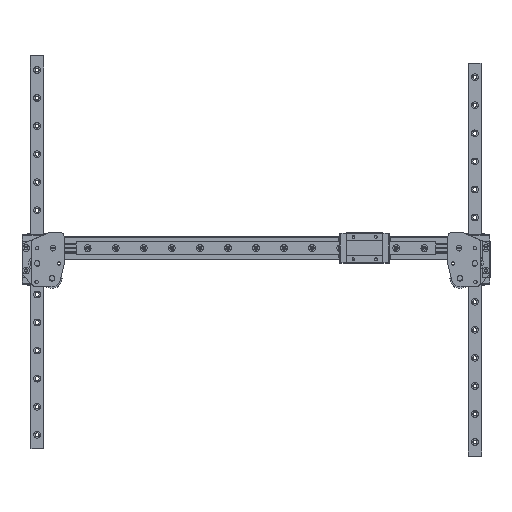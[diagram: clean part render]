
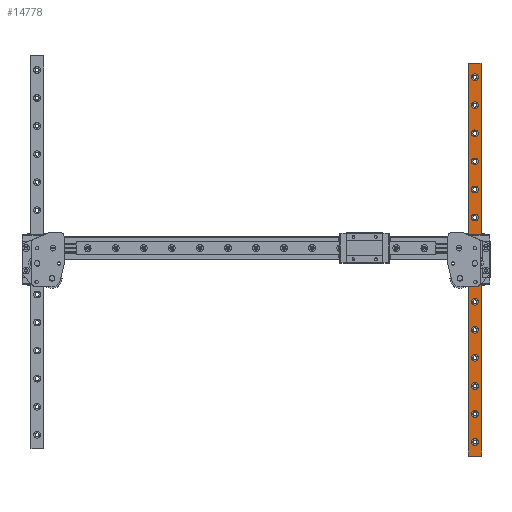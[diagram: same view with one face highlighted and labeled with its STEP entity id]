
A CAD part, top view. The second image highlights one B-rep face of the part: STEP entity #14778.
In plain terms, the highlighted face is planar.
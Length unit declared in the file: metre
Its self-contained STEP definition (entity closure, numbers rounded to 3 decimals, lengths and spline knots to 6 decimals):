
#690=LINE('',#24677,#1719);
#691=LINE('',#24680,#1720);
#692=LINE('',#24682,#1721);
#693=LINE('',#24684,#1722);
#1719=VECTOR('',#19783,1.);
#1720=VECTOR('',#19784,1.);
#1721=VECTOR('',#19785,1.);
#1722=VECTOR('',#19786,1.);
#3107=PLANE('',#16592);
#5135=ORIENTED_EDGE('',*,*,#8225,.F.);
#5136=ORIENTED_EDGE('',*,*,#8226,.F.);
#5137=ORIENTED_EDGE('',*,*,#8227,.F.);
#5138=ORIENTED_EDGE('',*,*,#8228,.F.);
#5139=ORIENTED_EDGE('',*,*,#8229,.F.);
#5140=ORIENTED_EDGE('',*,*,#8230,.F.);
#5141=ORIENTED_EDGE('',*,*,#8231,.F.);
#5142=ORIENTED_EDGE('',*,*,#8232,.F.);
#5143=ORIENTED_EDGE('',*,*,#8233,.F.);
#5144=ORIENTED_EDGE('',*,*,#8234,.F.);
#5145=ORIENTED_EDGE('',*,*,#8235,.F.);
#5146=ORIENTED_EDGE('',*,*,#8236,.F.);
#5147=ORIENTED_EDGE('',*,*,#8237,.F.);
#5148=ORIENTED_EDGE('',*,*,#8238,.F.);
#5149=ORIENTED_EDGE('',*,*,#8239,.T.);
#5150=ORIENTED_EDGE('',*,*,#8240,.T.);
#5151=ORIENTED_EDGE('',*,*,#8241,.F.);
#5152=ORIENTED_EDGE('',*,*,#8242,.T.);
#8225=EDGE_CURVE('',#9967,#9967,#11032,.T.);
#8226=EDGE_CURVE('',#9968,#9968,#11033,.T.);
#8227=EDGE_CURVE('',#9969,#9969,#11034,.T.);
#8228=EDGE_CURVE('',#9970,#9970,#11035,.T.);
#8229=EDGE_CURVE('',#9971,#9971,#11036,.T.);
#8230=EDGE_CURVE('',#9972,#9972,#11037,.T.);
#8231=EDGE_CURVE('',#9973,#9973,#11038,.T.);
#8232=EDGE_CURVE('',#9974,#9974,#11039,.T.);
#8233=EDGE_CURVE('',#9975,#9975,#11040,.T.);
#8234=EDGE_CURVE('',#9976,#9976,#11041,.T.);
#8235=EDGE_CURVE('',#9977,#9977,#11042,.T.);
#8236=EDGE_CURVE('',#9978,#9978,#11043,.T.);
#8237=EDGE_CURVE('',#9979,#9979,#11044,.T.);
#8238=EDGE_CURVE('',#9980,#9980,#11045,.T.);
#8239=EDGE_CURVE('',#9981,#9982,#690,.T.);
#8240=EDGE_CURVE('',#9982,#9983,#691,.F.);
#8241=EDGE_CURVE('',#9984,#9983,#692,.T.);
#8242=EDGE_CURVE('',#9984,#9981,#693,.T.);
#9967=VERTEX_POINT('',#24650);
#9968=VERTEX_POINT('',#24652);
#9969=VERTEX_POINT('',#24654);
#9970=VERTEX_POINT('',#24656);
#9971=VERTEX_POINT('',#24658);
#9972=VERTEX_POINT('',#24660);
#9973=VERTEX_POINT('',#24662);
#9974=VERTEX_POINT('',#24664);
#9975=VERTEX_POINT('',#24666);
#9976=VERTEX_POINT('',#24668);
#9977=VERTEX_POINT('',#24670);
#9978=VERTEX_POINT('',#24672);
#9979=VERTEX_POINT('',#24674);
#9980=VERTEX_POINT('',#24676);
#9981=VERTEX_POINT('',#24678);
#9982=VERTEX_POINT('',#24679);
#9983=VERTEX_POINT('',#24681);
#9984=VERTEX_POINT('',#24683);
#11032=CIRCLE('',#16593,0.003);
#11033=CIRCLE('',#16594,0.003);
#11034=CIRCLE('',#16595,0.003);
#11035=CIRCLE('',#16596,0.003);
#11036=CIRCLE('',#16597,0.003);
#11037=CIRCLE('',#16598,0.003);
#11038=CIRCLE('',#16599,0.003);
#11039=CIRCLE('',#16600,0.003);
#11040=CIRCLE('',#16601,0.003);
#11041=CIRCLE('',#16602,0.003);
#11042=CIRCLE('',#16603,0.003);
#11043=CIRCLE('',#16604,0.003);
#11044=CIRCLE('',#16605,0.003);
#11045=CIRCLE('',#16606,0.003);
#12211=EDGE_LOOP('',(#5135));
#12212=EDGE_LOOP('',(#5136));
#12213=EDGE_LOOP('',(#5137));
#12214=EDGE_LOOP('',(#5138));
#12215=EDGE_LOOP('',(#5139));
#12216=EDGE_LOOP('',(#5140));
#12217=EDGE_LOOP('',(#5141));
#12218=EDGE_LOOP('',(#5142));
#12219=EDGE_LOOP('',(#5143));
#12220=EDGE_LOOP('',(#5144));
#12221=EDGE_LOOP('',(#5145));
#12222=EDGE_LOOP('',(#5146));
#12223=EDGE_LOOP('',(#5147));
#12224=EDGE_LOOP('',(#5148));
#12225=EDGE_LOOP('',(#5149,#5150,#5151,#5152));
#13551=FACE_BOUND('',#12211,.T.);
#13552=FACE_BOUND('',#12212,.T.);
#13553=FACE_BOUND('',#12213,.T.);
#13554=FACE_BOUND('',#12214,.T.);
#13555=FACE_BOUND('',#12215,.T.);
#13556=FACE_BOUND('',#12216,.T.);
#13557=FACE_BOUND('',#12217,.T.);
#13558=FACE_BOUND('',#12218,.T.);
#13559=FACE_BOUND('',#12219,.T.);
#13560=FACE_BOUND('',#12220,.T.);
#13561=FACE_BOUND('',#12221,.T.);
#13562=FACE_BOUND('',#12222,.T.);
#13563=FACE_BOUND('',#12223,.T.);
#13564=FACE_BOUND('',#12224,.T.);
#13565=FACE_BOUND('',#12225,.T.);
#14778=ADVANCED_FACE('',(#13551,#13552,#13553,#13554,#13555,#13556,#13557,
#13558,#13559,#13560,#13561,#13562,#13563,#13564,#13565),#3107,.F.);
#16592=AXIS2_PLACEMENT_3D('',#24648,#19753,#19754);
#16593=AXIS2_PLACEMENT_3D('',#24649,#19755,#19756);
#16594=AXIS2_PLACEMENT_3D('',#24651,#19757,#19758);
#16595=AXIS2_PLACEMENT_3D('',#24653,#19759,#19760);
#16596=AXIS2_PLACEMENT_3D('',#24655,#19761,#19762);
#16597=AXIS2_PLACEMENT_3D('',#24657,#19763,#19764);
#16598=AXIS2_PLACEMENT_3D('',#24659,#19765,#19766);
#16599=AXIS2_PLACEMENT_3D('',#24661,#19767,#19768);
#16600=AXIS2_PLACEMENT_3D('',#24663,#19769,#19770);
#16601=AXIS2_PLACEMENT_3D('',#24665,#19771,#19772);
#16602=AXIS2_PLACEMENT_3D('',#24667,#19773,#19774);
#16603=AXIS2_PLACEMENT_3D('',#24669,#19775,#19776);
#16604=AXIS2_PLACEMENT_3D('',#24671,#19777,#19778);
#16605=AXIS2_PLACEMENT_3D('',#24673,#19779,#19780);
#16606=AXIS2_PLACEMENT_3D('',#24675,#19781,#19782);
#19753=DIRECTION('',(0.,-1.,0.));
#19754=DIRECTION('',(1.,0.,0.));
#19755=DIRECTION('',(0.,1.,0.));
#19756=DIRECTION('',(-1.,0.,0.));
#19757=DIRECTION('',(0.,1.,0.));
#19758=DIRECTION('',(-1.,0.,0.));
#19759=DIRECTION('',(0.,1.,0.));
#19760=DIRECTION('',(-1.,0.,0.));
#19761=DIRECTION('',(0.,1.,0.));
#19762=DIRECTION('',(-1.,0.,0.));
#19763=DIRECTION('',(0.,1.,0.));
#19764=DIRECTION('',(-1.,0.,0.));
#19765=DIRECTION('',(0.,1.,0.));
#19766=DIRECTION('',(-1.,0.,0.));
#19767=DIRECTION('',(0.,1.,0.));
#19768=DIRECTION('',(-1.,0.,0.));
#19769=DIRECTION('',(0.,1.,0.));
#19770=DIRECTION('',(-1.,0.,0.));
#19771=DIRECTION('',(0.,1.,0.));
#19772=DIRECTION('',(-1.,0.,0.));
#19773=DIRECTION('',(0.,1.,0.));
#19774=DIRECTION('',(-1.,0.,0.));
#19775=DIRECTION('',(0.,1.,0.));
#19776=DIRECTION('',(-1.,0.,0.));
#19777=DIRECTION('',(0.,1.,0.));
#19778=DIRECTION('',(-1.,0.,0.));
#19779=DIRECTION('',(0.,1.,0.));
#19780=DIRECTION('',(-1.,0.,0.));
#19781=DIRECTION('',(0.,1.,0.));
#19782=DIRECTION('',(-1.,0.,0.));
#19783=DIRECTION('',(-1.,0.,0.));
#19784=DIRECTION('',(0.,0.,-1.));
#19785=DIRECTION('',(-1.,0.,0.));
#19786=DIRECTION('',(0.,0.,-1.));
#24648=CARTESIAN_POINT('',(0.012,0.012,0.5));
#24649=CARTESIAN_POINT('',(0.006,0.012,0.34));
#24650=CARTESIAN_POINT('',(0.003,0.012,0.34));
#24651=CARTESIAN_POINT('',(0.006,0.012,0.315));
#24652=CARTESIAN_POINT('',(0.003,0.012,0.315));
#24653=CARTESIAN_POINT('',(0.006,0.012,0.29));
#24654=CARTESIAN_POINT('',(0.003,0.012,0.29));
#24655=CARTESIAN_POINT('',(0.006,0.012,0.265));
#24656=CARTESIAN_POINT('',(0.003,0.012,0.265));
#24657=CARTESIAN_POINT('',(0.006,0.012,0.24));
#24658=CARTESIAN_POINT('',(0.003,0.012,0.24));
#24659=CARTESIAN_POINT('',(0.006,0.012,0.215));
#24660=CARTESIAN_POINT('',(0.003,0.012,0.215));
#24661=CARTESIAN_POINT('',(0.006,0.012,0.19));
#24662=CARTESIAN_POINT('',(0.003,0.012,0.19));
#24663=CARTESIAN_POINT('',(0.006,0.012,0.165));
#24664=CARTESIAN_POINT('',(0.003,0.012,0.165));
#24665=CARTESIAN_POINT('',(0.006,0.012,0.14));
#24666=CARTESIAN_POINT('',(0.003,0.012,0.14));
#24667=CARTESIAN_POINT('',(0.006,0.012,0.115));
#24668=CARTESIAN_POINT('',(0.003,0.012,0.115));
#24669=CARTESIAN_POINT('',(0.006,0.012,0.09));
#24670=CARTESIAN_POINT('',(0.003,0.012,0.09));
#24671=CARTESIAN_POINT('',(0.006,0.012,0.065));
#24672=CARTESIAN_POINT('',(0.003,0.012,0.065));
#24673=CARTESIAN_POINT('',(0.006,0.012,0.04));
#24674=CARTESIAN_POINT('',(0.003,0.012,0.04));
#24675=CARTESIAN_POINT('',(0.006,0.012,0.015));
#24676=CARTESIAN_POINT('',(0.003,0.012,0.015));
#24677=CARTESIAN_POINT('',(0.012,0.012,0.0025));
#24678=CARTESIAN_POINT('',(0.0115,0.012,0.0025));
#24679=CARTESIAN_POINT('',(0.0005,0.012,0.0025));
#24680=CARTESIAN_POINT('',(0.0005,0.012,0.5));
#24681=CARTESIAN_POINT('',(0.0005,0.012,0.3525));
#24682=CARTESIAN_POINT('',(0.012,0.012,0.3525));
#24683=CARTESIAN_POINT('',(0.0115,0.012,0.3525));
#24684=CARTESIAN_POINT('',(0.0115,0.012,0.5));
